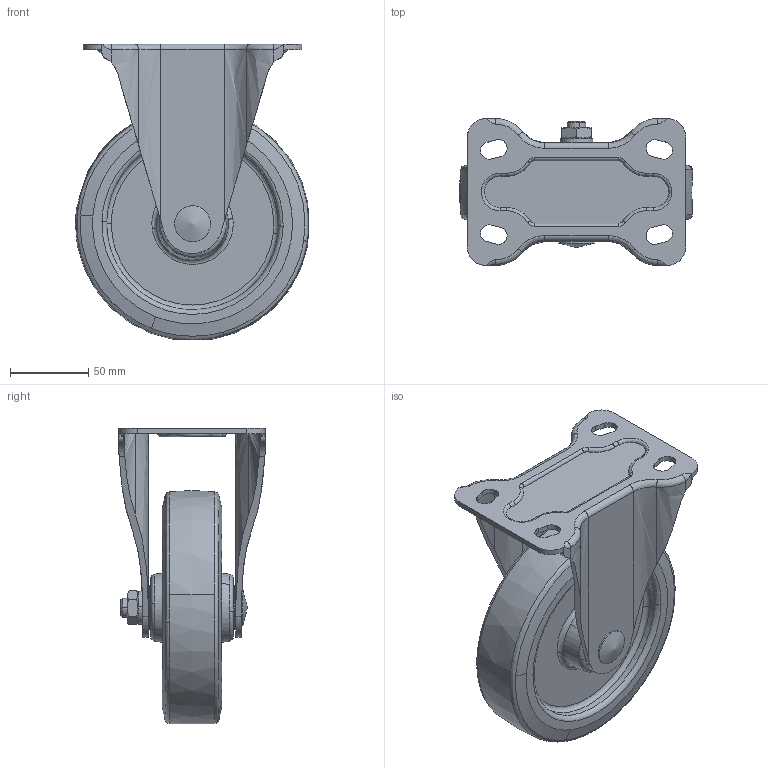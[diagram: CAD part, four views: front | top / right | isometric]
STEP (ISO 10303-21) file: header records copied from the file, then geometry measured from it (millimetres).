
FILE_DESCRIPTION((''),'2;1');
FILE_NAME('','2005-12-16T11:00:43',(''),(''),'','CADfix','');
FILE_SCHEMA(('AUTOMOTIVE_DESIGN'));
Length unit declared in the file: millimetre
Products named in the file (4): wheel; body; axle; 320SR_UB150_9425_36
Assembly tree (3 placements, depth 2):
  320SR_UB150_9425_36
    wheel
    body
    axle
Bounding box: 149.29 x 94 x 189.3 mm (x, y, z)
Volume: 624357.9 mm3; surface area: 127592.1 mm2
Topology: 3 solids, 3 shells, 204 faces, 633 edges, 443 vertices
Faces by surface type: bspline 204
Entity records: 8607 total; most frequent: CARTESIAN_POINT 5221, ORIENTED_EDGE 1258, EDGE_CURVE 629, VERTEX_POINT 443, EDGE_LOOP 230, FACE_OUTER_BOUND 204, ADVANCED_FACE 204, QUASI_UNIFORM_CURVE 176
